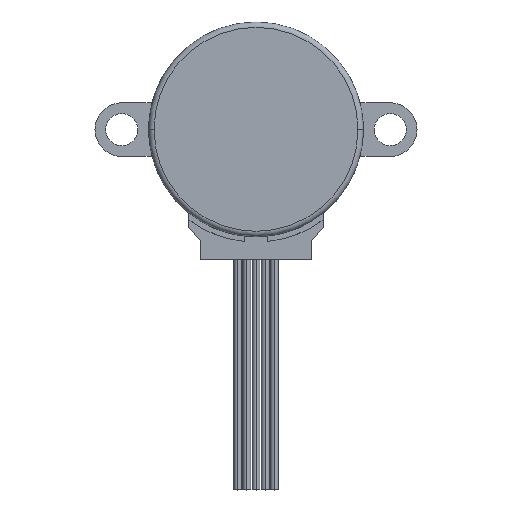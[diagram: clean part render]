
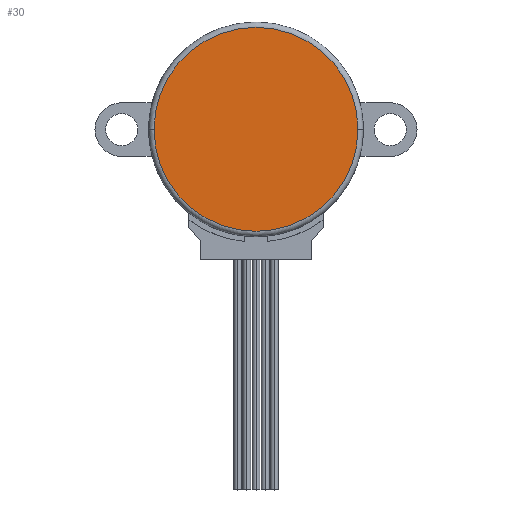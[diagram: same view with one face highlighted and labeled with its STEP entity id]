
A CAD part, top view. The second image highlights one B-rep face of the part: STEP entity #30.
In plain terms, the highlighted planar face has unit normal (0, 0, 1).
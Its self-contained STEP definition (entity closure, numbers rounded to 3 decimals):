
#25 = CIRCLE ( 'NONE', #1933, 13.3 ) ;
#30 = ADVANCED_FACE ( 'NONE', ( #2244 ), #648, .T. ) ;
#57 = CARTESIAN_POINT ( 'NONE',  ( -13.3, 0., 19. ) ) ;
#89 = VERTEX_POINT ( 'NONE', #1308 ) ;
#253 = EDGE_CURVE ( 'NONE', #254, #89, #1873, .T. ) ;
#254 = VERTEX_POINT ( 'NONE', #57 ) ;
#302 = DIRECTION ( 'NONE',  ( 1., 0., 0. ) ) ;
#312 = EDGE_CURVE ( 'NONE', #89, #254, #25, .T. ) ;
#316 = ORIENTED_EDGE ( 'NONE', *, *, #253, .T. ) ;
#476 = DIRECTION ( 'NONE',  ( 0., 0., 1. ) ) ;
#584 = ORIENTED_EDGE ( 'NONE', *, *, #312, .T. ) ;
#648 = PLANE ( 'NONE',  #1622 ) ;
#739 = DIRECTION ( 'NONE',  ( 0., 0., 1. ) ) ;
#874 = AXIS2_PLACEMENT_3D ( 'NONE', #1955, #739, #1776 ) ;
#889 = DIRECTION ( 'NONE',  ( 1., 0., 0. ) ) ;
#1053 = CARTESIAN_POINT ( 'NONE',  ( 0., 0., 19. ) ) ;
#1277 = EDGE_LOOP ( 'NONE', ( #584, #316 ) ) ;
#1308 = CARTESIAN_POINT ( 'NONE',  ( 13.3, 0., 19. ) ) ;
#1622 = AXIS2_PLACEMENT_3D ( 'NONE', #1871, #476, #302 ) ;
#1776 = DIRECTION ( 'NONE',  ( 1., 0., 0. ) ) ;
#1871 = CARTESIAN_POINT ( 'NONE',  ( 0., 0., 19. ) ) ;
#1873 = CIRCLE ( 'NONE', #874, 13.3 ) ;
#1933 = AXIS2_PLACEMENT_3D ( 'NONE', #1053, #2114, #889 ) ;
#1955 = CARTESIAN_POINT ( 'NONE',  ( 0., 0., 19. ) ) ;
#2114 = DIRECTION ( 'NONE',  ( 0., 0., 1. ) ) ;
#2244 = FACE_OUTER_BOUND ( 'NONE', #1277, .T. ) ;
